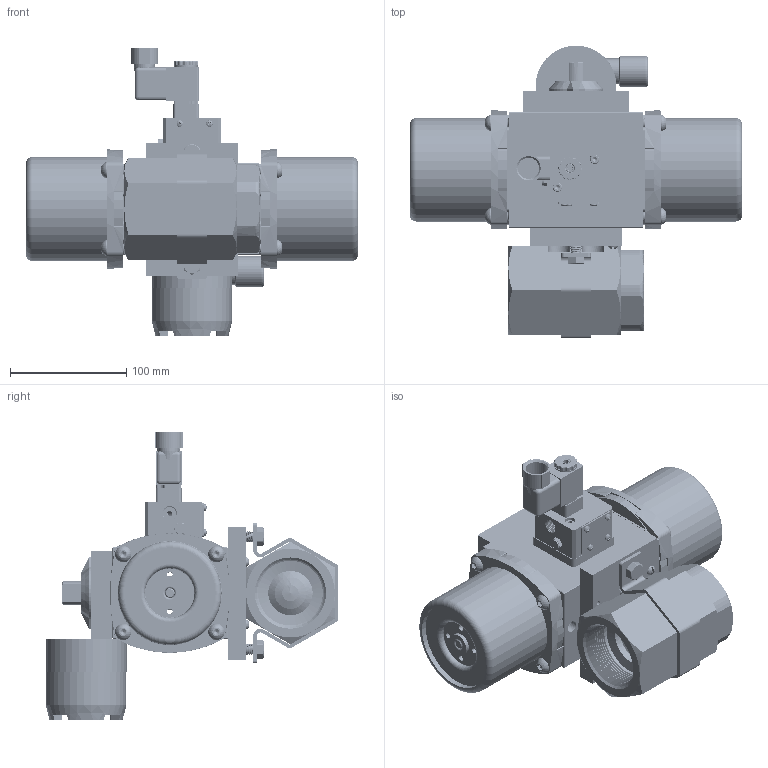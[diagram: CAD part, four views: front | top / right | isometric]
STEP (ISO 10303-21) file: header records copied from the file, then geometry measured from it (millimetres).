
FILE_DESCRIPTION (( 'STEP AP203' ), '1' );
FILE_NAME ('83XXA522SR3GPDCLS.step', '2018-04-30T19:25:27', ( '' ), ( '' ), 'SwSTEP 2.0', 'SolidWorks 2017', '' );
FILE_SCHEMA (( 'CONFIG_CONTROL_DESIGN' ));
Products named in the file (1): 83XXA522SR3GPDCLS
Bounding box: 285.09 x 251.41 x 247.55 mm (x, y, z)
Volume: 1628923.5 mm3; surface area: 632469 mm2
Topology: 71 solids, 72 shells, 5972 faces, 15123 edges, 9365 vertices
Faces by surface type: cylinder 2345, cone 2165, plane 1092, torus 238, bspline 98, sphere 34
Entity records: 204541 total; most frequent: CARTESIAN_POINT 57575, DIRECTION 33307, ORIENTED_EDGE 29930, EDGE_CURVE 14965, AXIS2_PLACEMENT_3D 13559, VERTEX_POINT 9361, CIRCLE 7684, EDGE_LOOP 6470
